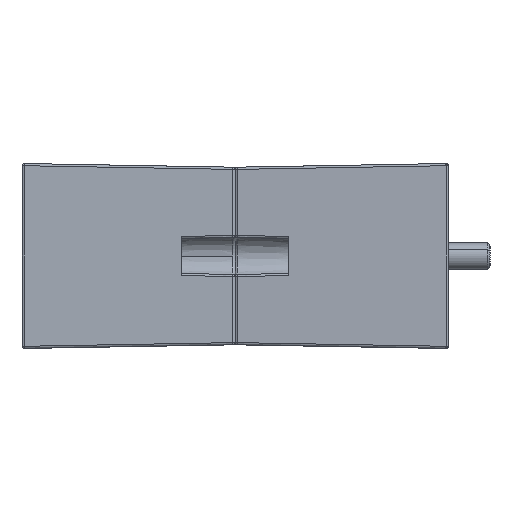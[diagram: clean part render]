
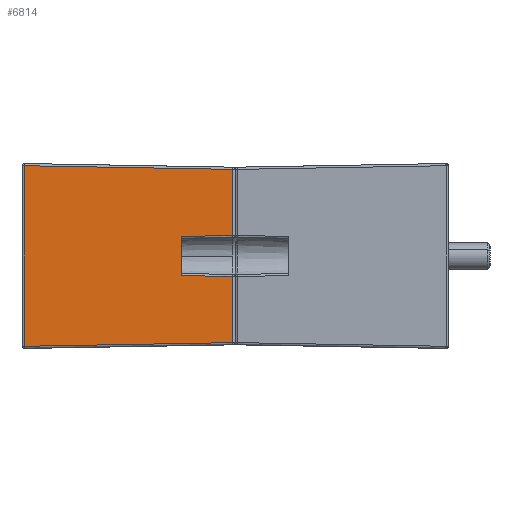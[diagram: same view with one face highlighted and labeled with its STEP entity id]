
A CAD part, left-side view. The second image highlights one B-rep face of the part: STEP entity #6814.
In plain terms, the highlighted planar face has unit normal (-1, -0.018, 0).
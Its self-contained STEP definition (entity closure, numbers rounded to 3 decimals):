
#663 = VERTEX_POINT ( 'NONE', #16853 ) ;
#1017 = PLANE ( 'NONE',  #11489 ) ;
#1159 = DIRECTION ( 'NONE',  ( 0., 0., 1. ) ) ;
#1317 = CARTESIAN_POINT ( 'NONE',  ( -52.209, 12., 4.443 ) ) ;
#1355 = EDGE_CURVE ( 'NONE', #7809, #15926, #5855, .T. ) ;
#1438 = VECTOR ( 'NONE', #5264, 1000. ) ;
#1788 = ORIENTED_EDGE ( 'NONE', *, *, #9297, .T. ) ;
#2400 = VECTOR ( 'NONE', #14294, 1000. ) ;
#2981 = CARTESIAN_POINT ( 'NONE',  ( -52.067, 3.819, -4.539 ) ) ;
#3009 = CARTESIAN_POINT ( 'NONE',  ( -52.02, 1.134, 4.57 ) ) ;
#3779 = DIRECTION ( 'NONE',  ( 0., 0., 1. ) ) ;
#4287 = ORIENTED_EDGE ( 'NONE', *, *, #7603, .T. ) ;
#4373 = CARTESIAN_POINT ( 'NONE',  ( -52.009, 0.491, -4.577 ) ) ;
#4401 = CARTESIAN_POINT ( 'NONE',  ( -52., 0., 0. ) ) ;
#4669 = CARTESIAN_POINT ( 'NONE',  ( -52.009, 0.491, 4.577 ) ) ;
#4836 = CARTESIAN_POINT ( 'NONE',  ( -52.009, 0.491, -4.243 ) ) ;
#4882 = DIRECTION ( 'NONE',  ( 0.017, -1., 0. ) ) ;
#5264 = DIRECTION ( 'NONE',  ( 0.017, -1., 0.017 ) ) ;
#5343 = CARTESIAN_POINT ( 'NONE',  ( -52.009, 0.491, -19.509 ) ) ;
#5488 = LINE ( 'NONE', #15065, #23631 ) ;
#5684 = B_SPLINE_CURVE_WITH_KNOTS ( 'NONE', 3,
 ( #1317, #6889, #21418, #8710, #21652, #3009, #10414 ),
 .UNSPECIFIED., .F., .F.,
 ( 4, 3, 4 ),
 ( 0., 0.01, 0.012 ),
 .UNSPECIFIED. ) ;
#5820 = ORIENTED_EDGE ( 'NONE', *, *, #12940, .T. ) ;
#5855 = B_SPLINE_CURVE_WITH_KNOTS ( 'NONE', 3,
 ( #23557, #2981, #6983, #14378, #14023, #12560, #7102 ),
 .UNSPECIFIED., .F., .F.,
 ( 4, 3, 4 ),
 ( 0., 0.01, 0.012 ),
 .UNSPECIFIED. ) ;
#6814 = ADVANCED_FACE ( 'NONE', ( #8285 ), #1017, .T. ) ;
#6889 = CARTESIAN_POINT ( 'NONE',  ( -52.154, 8.807, 4.481 ) ) ;
#6898 = LINE ( 'NONE', #4836, #2400 ) ;
#6983 = CARTESIAN_POINT ( 'NONE',  ( -52.125, 7.146, -4.5 ) ) ;
#7102 = CARTESIAN_POINT ( 'NONE',  ( -52.209, 12., -4.443 ) ) ;
#7603 = EDGE_CURVE ( 'NONE', #21306, #21689, #5684, .T. ) ;
#7809 = VERTEX_POINT ( 'NONE', #4373 ) ;
#8285 = FACE_OUTER_BOUND ( 'NONE', #15680, .T. ) ;
#8710 = CARTESIAN_POINT ( 'NONE',  ( -52.042, 2.42, 4.555 ) ) ;
#9002 = ORIENTED_EDGE ( 'NONE', *, *, #20976, .T. ) ;
#9297 = EDGE_CURVE ( 'NONE', #14563, #22182, #9368, .T. ) ;
#9368 = LINE ( 'NONE', #22069, #1438 ) ;
#10071 = CARTESIAN_POINT ( 'NONE',  ( -52.209, 12., -4.443 ) ) ;
#10414 = CARTESIAN_POINT ( 'NONE',  ( -52.009, 0.491, 4.577 ) ) ;
#10515 = EDGE_CURVE ( 'NONE', #22182, #7809, #6898, .T. ) ;
#10788 = DIRECTION ( 'NONE',  ( 0., 0., -1. ) ) ;
#11161 = DIRECTION ( 'NONE',  ( -0.017, 1., 0.017 ) ) ;
#11489 = AXIS2_PLACEMENT_3D ( 'NONE', #4401, #21356, #4882 ) ;
#11627 = VERTEX_POINT ( 'NONE', #23686 ) ;
#12236 = EDGE_CURVE ( 'NONE', #11627, #663, #23602, .T. ) ;
#12560 = CARTESIAN_POINT ( 'NONE',  ( -52.201, 11.491, -4.449 ) ) ;
#12940 = EDGE_CURVE ( 'NONE', #663, #14563, #15997, .T. ) ;
#14023 = CARTESIAN_POINT ( 'NONE',  ( -52.192, 10.982, -4.455 ) ) ;
#14062 = CARTESIAN_POINT ( 'NONE',  ( -52.829, 47.491, 0. ) ) ;
#14067 = VECTOR ( 'NONE', #10788, 1000. ) ;
#14294 = DIRECTION ( 'NONE',  ( 0., 0., 1. ) ) ;
#14324 = EDGE_CURVE ( 'NONE', #15926, #21306, #23086, .T. ) ;
#14378 = CARTESIAN_POINT ( 'NONE',  ( -52.183, 10.473, -4.461 ) ) ;
#14563 = VERTEX_POINT ( 'NONE', #20879 ) ;
#14914 = ORIENTED_EDGE ( 'NONE', *, *, #1355, .T. ) ;
#15065 = CARTESIAN_POINT ( 'NONE',  ( -52.009, 0.491, 20. ) ) ;
#15450 = ORIENTED_EDGE ( 'NONE', *, *, #10515, .T. ) ;
#15680 = EDGE_LOOP ( 'NONE', ( #9002, #17914, #5820, #1788, #15450, #14914, #23617, #4287 ) ) ;
#15926 = VERTEX_POINT ( 'NONE', #10071 ) ;
#15997 = LINE ( 'NONE', #14062, #14067 ) ;
#16068 = CARTESIAN_POINT ( 'NONE',  ( -52.209, 12., 0. ) ) ;
#16853 = CARTESIAN_POINT ( 'NONE',  ( -52.829, 47.491, 20.329 ) ) ;
#17542 = VECTOR ( 'NONE', #1159, 1000. ) ;
#17914 = ORIENTED_EDGE ( 'NONE', *, *, #12236, .T. ) ;
#19716 = CARTESIAN_POINT ( 'NONE',  ( -52.209, 12., 4.443 ) ) ;
#20222 = CARTESIAN_POINT ( 'NONE',  ( -52.829, 47.5, 20.329 ) ) ;
#20879 = CARTESIAN_POINT ( 'NONE',  ( -52.829, 47.491, -20.329 ) ) ;
#20976 = EDGE_CURVE ( 'NONE', #21689, #11627, #5488, .T. ) ;
#21306 = VERTEX_POINT ( 'NONE', #19716 ) ;
#21356 = DIRECTION ( 'NONE',  ( -1., -0.017, 0. ) ) ;
#21418 = CARTESIAN_POINT ( 'NONE',  ( -52.098, 5.613, 4.518 ) ) ;
#21652 = CARTESIAN_POINT ( 'NONE',  ( -52.031, 1.777, 4.562 ) ) ;
#21689 = VERTEX_POINT ( 'NONE', #4669 ) ;
#21773 = VECTOR ( 'NONE', #11161, 1000. ) ;
#22069 = CARTESIAN_POINT ( 'NONE',  ( -52.009, 0.5, -19.509 ) ) ;
#22182 = VERTEX_POINT ( 'NONE', #5343 ) ;
#23086 = LINE ( 'NONE', #16068, #17542 ) ;
#23557 = CARTESIAN_POINT ( 'NONE',  ( -52.009, 0.491, -4.577 ) ) ;
#23602 = LINE ( 'NONE', #20222, #21773 ) ;
#23617 = ORIENTED_EDGE ( 'NONE', *, *, #14324, .T. ) ;
#23631 = VECTOR ( 'NONE', #3779, 1000. ) ;
#23686 = CARTESIAN_POINT ( 'NONE',  ( -52.009, 0.491, 19.509 ) ) ;
